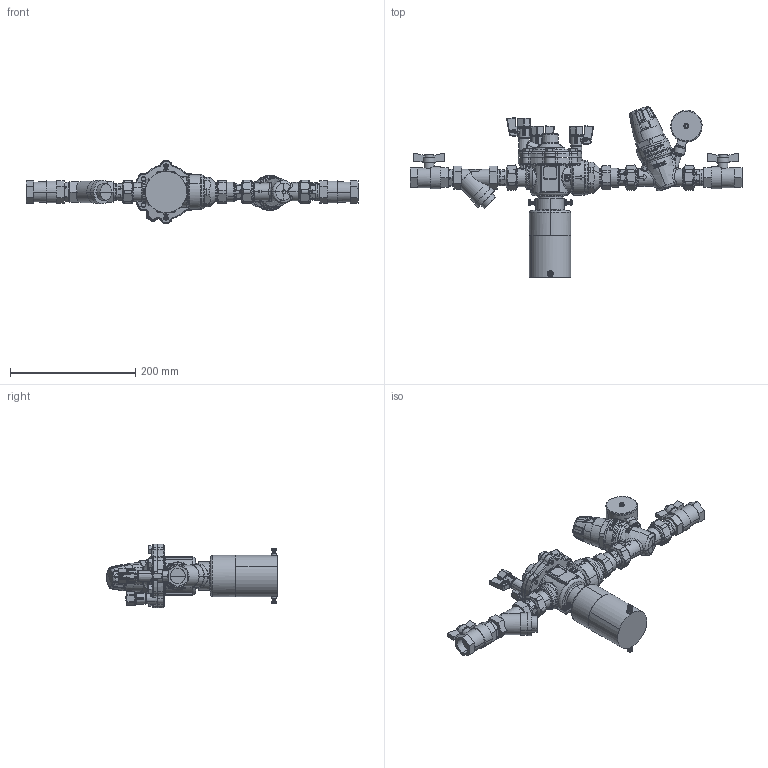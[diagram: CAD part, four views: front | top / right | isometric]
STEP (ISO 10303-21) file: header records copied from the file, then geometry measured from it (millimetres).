
FILE_DESCRIPTION(('CATIA V5 STEP Exchange','CAx-IF Rec.Pracs.--- Model Styling and Organization---1.5--- 2016-08-15','CAx-IF Rec.Pracs.---Supplemental Geometry---1.0---2011-11-01','CAx-IF Rec.Pracs.--- Composite Materials ---3.4---2017-06-13','CAx-IF Rec.Pracs.---Tessellated 3D Geometry---1.0---2015-12-17'),'2;1');
FILE_NAME('STEP_574001_-_TST.stp','2024-04-04T17:37:38+00:00',('none'),('none'),'CATIA Version 5-6 Release 2020 SP5','CATIA V5 STEP AP242 v2','none');
FILE_SCHEMA(('AP242_MANAGED_MODEL_BASED_3D_ENGINEERING_MIM_LF {1 0 10303 442 1 1 4}'));
Length unit declared in the file: millimetre
Products named in the file (1): 574001 - TST
Bounding box: 530.73 x 272.95 x 101.78 mm (x, y, z)
Volume: 1450029.3 mm3; surface area: 212577.5 mm2
Topology: 6 solids, 9 shells, 4806 faces, 11815 edges, 6923 vertices
Faces by surface type: bspline 2081, plane 1099, cylinder 698, cone 451, sphere 297, torus 162, extrusion 12, revolution 6
Entity records: 230931 total; most frequent: CARTESIAN_POINT 141616, ORIENTED_EDGE 23118, EDGE_CURVE 11559, DIRECTION 8706, VERTEX_POINT 6920, B_SPLINE_CURVE_WITH_KNOTS 6563, EDGE_LOOP 4975, ADVANCED_FACE 4806
